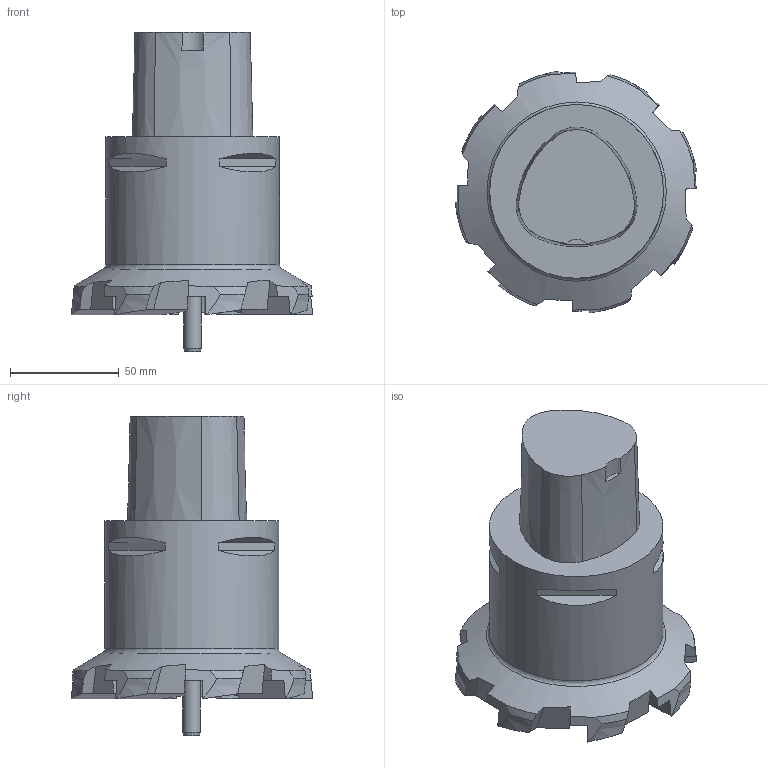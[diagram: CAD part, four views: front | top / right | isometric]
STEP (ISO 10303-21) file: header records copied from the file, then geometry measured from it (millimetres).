
FILE_DESCRIPTION(/* description */ (''),/* implementation_level */ '2;1');
FILE_NAME(/* name */ '1544781557874.stp',/* time_stamp */ '2018-12-14T10:59:31+01:00',/* author */ (''),/* organization */ ('SMS'),/* preprocessor_version */ 'ST-DEVELOPER v15',/* originating_system */ 'SIEMENS PLM Software NX 8.5',/* authorisation */ '');
FILE_SCHEMA (('AUTOMOTIVE_DESIGN { 1 0 10303 214 3 1 1 1 }'));
Length unit declared in the file: millimetre
Products named in the file (1): 202018770mod000_00
Bounding box: 111.09 x 111.16 x 147 mm (x, y, z)
Volume: 547033.6 mm3; surface area: 50964.9 mm2
Topology: 1 solids, 1 shells, 118 faces, 330 edges, 230 vertices
Faces by surface type: plane 89, cone 16, cylinder 12, torus 1
Full cylindrical faces by diameter (mm): 8.011 x1, 52 x1, 80 x1
Entity records: 3936 total; most frequent: CARTESIAN_POINT 823, ORIENTED_EDGE 638, DIRECTION 614, EDGE_CURVE 319, AXIS2_PLACEMENT_3D 216, VERTEX_POINT 215, LINE 182, VECTOR 182
